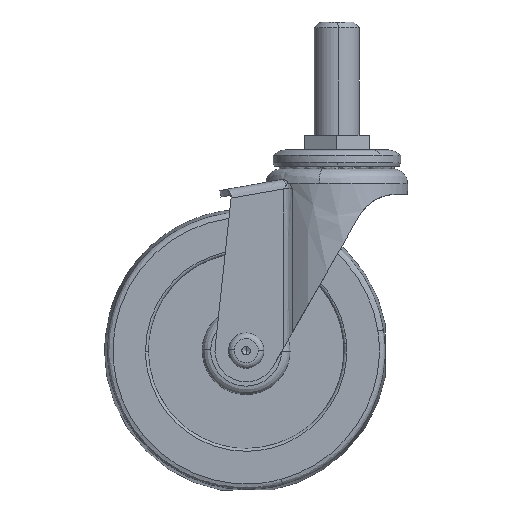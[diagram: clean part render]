
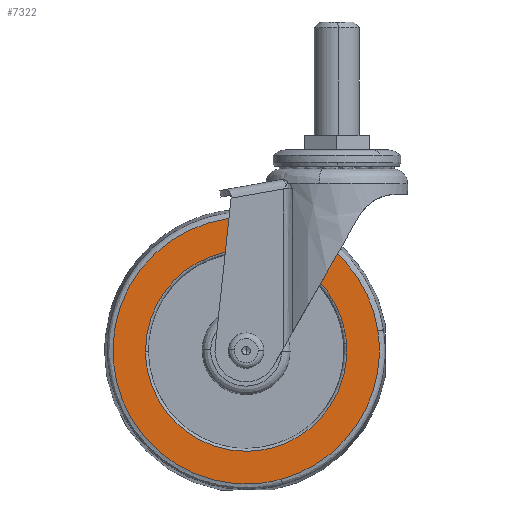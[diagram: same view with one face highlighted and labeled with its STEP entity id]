
A CAD part, front view. The second image highlights one B-rep face of the part: STEP entity #7322.
In plain terms, the highlighted free-form (B-spline) face has degree [1, 1] with [2, 2] control points.
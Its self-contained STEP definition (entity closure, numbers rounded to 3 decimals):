
#5925=CARTESIAN_POINT('',(-35.497,-13.5,-0.446));
#5926=VERTEX_POINT('',#5925);
#5940=CARTESIAN_POINT('',(0.0,-13.5,-35.5));
#5941=VERTEX_POINT('',#5940);
#5942=CARTESIAN_POINT('',(0.0,-13.5,-35.5));
#5943=CARTESIAN_POINT('',(-35.057,-13.5,-35.5));
#5944=CARTESIAN_POINT('',(-35.497,-13.5,-0.446));
#5952=(BOUNDED_CURVE()B_SPLINE_CURVE(2,(#5942,#5943,#5944),.UNSPECIFIED.,.F.,.U.)B_SPLINE_CURVE_WITH_KNOTS((3,3),(0.5,0.748),.UNSPECIFIED.)CURVE()GEOMETRIC_REPRESENTATION_ITEM()RATIONAL_B_SPLINE_CURVE((1.0,0.71,0.995))REPRESENTATION_ITEM(''));
#5953=EDGE_CURVE('',#5941,#5926,#5952,.T.);
#5955=CARTESIAN_POINT('',(35.414,-13.5,2.476));
#5956=VERTEX_POINT('',#5955);
#5957=CARTESIAN_POINT('',(35.414,-13.5,2.476));
#5958=CARTESIAN_POINT('',(35.5,-13.5,1.239));
#5959=CARTESIAN_POINT('',(35.5,-13.5,0.));
#5960=CARTESIAN_POINT('',(35.5,-13.5,-35.5));
#5961=CARTESIAN_POINT('',(0.0,-13.5,-35.5));
#5969=(BOUNDED_CURVE()B_SPLINE_CURVE(2,(#5957,#5958,#5959,#5960,#5961),.UNSPECIFIED.,.F.,.U.)B_SPLINE_CURVE_WITH_KNOTS((3,2,3),(0.238,0.25,0.5),.UNSPECIFIED.)CURVE()GEOMETRIC_REPRESENTATION_ITEM()RATIONAL_B_SPLINE_CURVE((0.973,0.986,1.0,0.707,1.0))REPRESENTATION_ITEM(''));
#5970=EDGE_CURVE('',#5956,#5941,#5969,.T.);
#6013=CARTESIAN_POINT('',(0.0,-13.5,35.5));
#6014=VERTEX_POINT('',#6013);
#6015=CARTESIAN_POINT('',(0.0,-13.5,35.5));
#6016=CARTESIAN_POINT('',(33.105,-13.5,35.5));
#6017=CARTESIAN_POINT('',(35.414,-13.5,2.476));
#6025=(BOUNDED_CURVE()B_SPLINE_CURVE(2,(#6015,#6016,#6017),.UNSPECIFIED.,.F.,.U.)B_SPLINE_CURVE_WITH_KNOTS((3,3),(0.0,0.238),.UNSPECIFIED.)CURVE()GEOMETRIC_REPRESENTATION_ITEM()RATIONAL_B_SPLINE_CURVE((1.0,0.721,0.973))REPRESENTATION_ITEM(''));
#6026=EDGE_CURVE('',#6014,#5956,#6025,.T.);
#6028=CARTESIAN_POINT('',(-35.497,-13.5,-0.446));
#6029=CARTESIAN_POINT('',(-35.5,-13.5,-0.223));
#6030=CARTESIAN_POINT('',(-35.5,-13.5,0.));
#6031=CARTESIAN_POINT('',(-35.5,-13.5,35.5));
#6032=CARTESIAN_POINT('',(0.0,-13.5,35.5));
#6040=(BOUNDED_CURVE()B_SPLINE_CURVE(2,(#6028,#6029,#6030,#6031,#6032),.UNSPECIFIED.,.F.,.U.)B_SPLINE_CURVE_WITH_KNOTS((3,2,3),(0.748,0.75,1.0),.UNSPECIFIED.)CURVE()GEOMETRIC_REPRESENTATION_ITEM()RATIONAL_B_SPLINE_CURVE((0.995,0.997,1.0,0.707,1.0))REPRESENTATION_ITEM(''));
#6041=EDGE_CURVE('',#5926,#6014,#6040,.T.);
#6241=CARTESIAN_POINT('',(46.487,-13.5,7.064));
#6242=VERTEX_POINT('',#6241);
#6256=CARTESIAN_POINT('',(12.384,-13.5,-45.36));
#6257=VERTEX_POINT('',#6256);
#6258=CARTESIAN_POINT('',(12.384,-13.5,-45.36));
#6259=CARTESIAN_POINT('',(47.021,-13.5,-35.904));
#6260=CARTESIAN_POINT('',(47.021,-13.5,0.));
#6261=CARTESIAN_POINT('',(47.021,-13.5,3.552));
#6262=CARTESIAN_POINT('',(46.487,-13.5,7.064));
#6270=(BOUNDED_CURVE()B_SPLINE_CURVE(2,(#6258,#6259,#6260,#6261,#6262),.UNSPECIFIED.,.F.,.U.)B_SPLINE_CURVE_WITH_KNOTS((3,2,3),(0.045,0.25,0.276),.UNSPECIFIED.)CURVE()GEOMETRIC_REPRESENTATION_ITEM()RATIONAL_B_SPLINE_CURVE((0.914,0.76,1.0,0.97,0.946))REPRESENTATION_ITEM(''));
#6271=EDGE_CURVE('',#6257,#6242,#6270,.T.);
#6340=CARTESIAN_POINT('',(0.0,-13.5,-47.021));
#6341=VERTEX_POINT('',#6340);
#6342=CARTESIAN_POINT('',(0.0,-13.5,-47.021));
#6343=CARTESIAN_POINT('',(6.303,-13.5,-47.021));
#6344=CARTESIAN_POINT('',(12.384,-13.5,-45.36));
#6352=(BOUNDED_CURVE()B_SPLINE_CURVE(2,(#6342,#6343,#6344),.UNSPECIFIED.,.F.,.U.)B_SPLINE_CURVE_WITH_KNOTS((3,3),(0.0,0.045),.UNSPECIFIED.)CURVE()GEOMETRIC_REPRESENTATION_ITEM()RATIONAL_B_SPLINE_CURVE((1.0,0.947,0.914))REPRESENTATION_ITEM(''));
#6353=EDGE_CURVE('',#6341,#6257,#6352,.T.);
#6355=CARTESIAN_POINT('',(0.0,-13.5,47.021));
#6356=VERTEX_POINT('',#6355);
#6357=CARTESIAN_POINT('',(0.0,-13.5,47.021));
#6358=CARTESIAN_POINT('',(-47.021,-13.5,47.021));
#6359=CARTESIAN_POINT('',(-47.021,-13.5,0.));
#6360=CARTESIAN_POINT('',(-47.021,-13.5,-47.021));
#6361=CARTESIAN_POINT('',(0.0,-13.5,-47.021));
#6369=(BOUNDED_CURVE()B_SPLINE_CURVE(2,(#6357,#6358,#6359,#6360,#6361),.UNSPECIFIED.,.F.,.U.)B_SPLINE_CURVE_WITH_KNOTS((3,2,3),(0.5,0.75,1.0),.UNSPECIFIED.)CURVE()GEOMETRIC_REPRESENTATION_ITEM()RATIONAL_B_SPLINE_CURVE((1.0,0.707,1.0,0.707,1.0))REPRESENTATION_ITEM(''));
#6370=EDGE_CURVE('',#6356,#6341,#6369,.T.);
#6372=CARTESIAN_POINT('',(46.487,-13.5,7.064));
#6373=CARTESIAN_POINT('',(40.415,-13.5,47.021));
#6374=CARTESIAN_POINT('',(0.0,-13.5,47.021));
#6382=(BOUNDED_CURVE()B_SPLINE_CURVE(2,(#6372,#6373,#6374),.UNSPECIFIED.,.F.,.U.)B_SPLINE_CURVE_WITH_KNOTS((3,3),(0.276,0.5),.UNSPECIFIED.)CURVE()GEOMETRIC_REPRESENTATION_ITEM()RATIONAL_B_SPLINE_CURVE((0.946,0.737,1.0))REPRESENTATION_ITEM(''));
#6383=EDGE_CURVE('',#6242,#6356,#6382,.T.);
#7305=CARTESIAN_POINT('',(-51.718,-13.5,-51.718));
#7306=CARTESIAN_POINT('',(-51.718,-13.5,51.718));
#7307=CARTESIAN_POINT('',(51.717,-13.5,-51.718));
#7308=CARTESIAN_POINT('',(51.717,-13.5,51.718));
#7309=B_SPLINE_SURFACE_WITH_KNOTS('',1,1,((#7305,#7307),(#7306,#7308)),.UNSPECIFIED.,.F.,.F.,.U.,(2,2),(2,2),(0.0,103.436),(0.0,103.435),.UNSPECIFIED.);
#7310=ORIENTED_EDGE('',*,*,#6353,.T.);
#7311=ORIENTED_EDGE('',*,*,#6271,.T.);
#7312=ORIENTED_EDGE('',*,*,#6383,.T.);
#7313=ORIENTED_EDGE('',*,*,#6370,.T.);
#7314=EDGE_LOOP('',(#7310,#7311,#7312,#7313));
#7315=FACE_OUTER_BOUND('',#7314,.T.);
#7316=ORIENTED_EDGE('',*,*,#5953,.T.);
#7317=ORIENTED_EDGE('',*,*,#6041,.T.);
#7318=ORIENTED_EDGE('',*,*,#6026,.T.);
#7319=ORIENTED_EDGE('',*,*,#5970,.T.);
#7320=EDGE_LOOP('',(#7316,#7317,#7318,#7319));
#7321=FACE_BOUND('',#7320,.T.);
#7322=ADVANCED_FACE('',(#7315,#7321),#7309,.F.);
